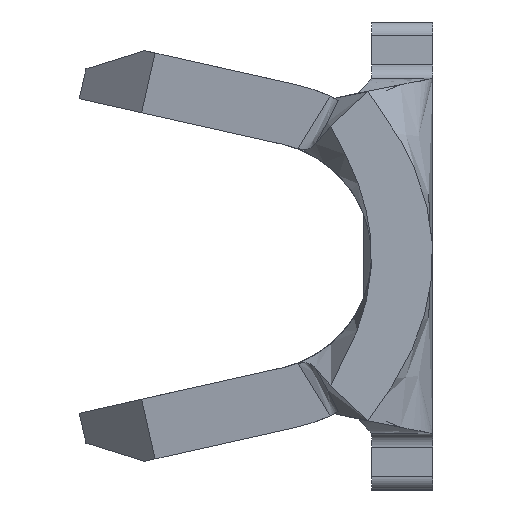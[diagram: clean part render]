
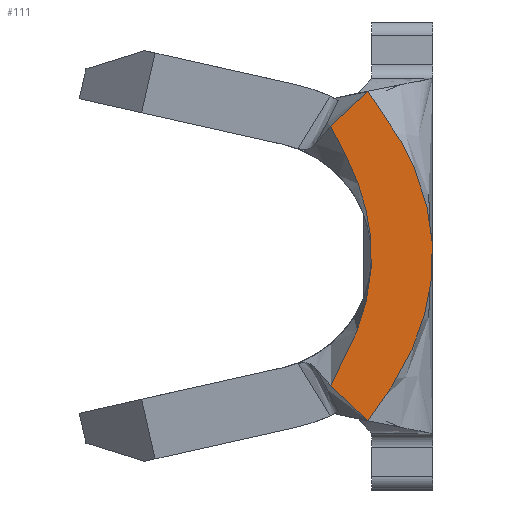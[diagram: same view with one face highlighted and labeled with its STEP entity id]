
A CAD part, left-side view. The second image highlights one B-rep face of the part: STEP entity #111.
In plain terms, the highlighted planar face has unit normal (-1, 0, 0).
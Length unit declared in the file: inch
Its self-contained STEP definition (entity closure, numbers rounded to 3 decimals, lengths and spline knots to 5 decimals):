
#5 = CARTESIAN_POINT ( 'NONE',  ( -0.512, 0.0244, 0.07354 ) ) ;
#25 = CARTESIAN_POINT ( 'NONE',  ( -0.512, 0.02435, -0.07346 ) ) ;
#81 = B_SPLINE_CURVE_WITH_KNOTS ( 'NONE', 3,
 ( #3730, #2696, #5830, #587, #4263, #1128, #4789, #1661, #5323, #2195, #5847, #2714, #6347, #3238 ),
 .UNSPECIFIED., .F., .F.,
 ( 4, 2, 2, 2, 2, 2, 4 ),
 ( 0., 0.00091, 0.00136, 0.00182, 0.00227, 0.00273, 0.00363 ),
 .UNSPECIFIED. ) ;
#111 = ADVANCED_FACE ( 'NONE', ( #6448 ), #6554, .T. ) ;
#178 = CARTESIAN_POINT ( 'NONE',  ( -0.512, 0.185, -0.093 ) ) ;
#509 = CARTESIAN_POINT ( 'NONE',  ( -0.512, 0.03687, 0.08314 ) ) ;
#523 = CARTESIAN_POINT ( 'NONE',  ( -0.512, 0.01581, 0.06053 ) ) ;
#549 = CARTESIAN_POINT ( 'NONE',  ( -0.512, 0.0339, 0.08606 ) ) ;
#587 = CARTESIAN_POINT ( 'NONE',  ( -0.512, 0.03626, -0.02984 ) ) ;
#1082 = CARTESIAN_POINT ( 'NONE',  ( -0.512, 0.00666, 0.03904 ) ) ;
#1121 = ORIENTED_EDGE ( 'NONE', *, *, #5009, .F. ) ;
#1128 = CARTESIAN_POINT ( 'NONE',  ( -0.512, 0.03256, -0.01212 ) ) ;
#1172 = CARTESIAN_POINT ( 'NONE',  ( -0.512, 0.0373, -0.08275 ) ) ;
#1460 = EDGE_CURVE ( 'NONE', #3136, #3525, #5564, .T. ) ;
#1470 = AXIS2_PLACEMENT_3D ( 'NONE', #178, #2231, #2188 ) ;
#1554 = CARTESIAN_POINT ( 'NONE',  ( -0.512, 0.05164, 0.06947 ) ) ;
#1604 = CARTESIAN_POINT ( 'NONE',  ( -0.512, 0.0339, -0.08606 ) ) ;
#1614 = CARTESIAN_POINT ( 'NONE',  ( -0.512, 0.00088, 0.01602 ) ) ;
#1631 = ORIENTED_EDGE ( 'NONE', *, *, #6188, .F. ) ;
#1661 = CARTESIAN_POINT ( 'NONE',  ( -0.512, 0.03199, 0.00579 ) ) ;
#1705 = CARTESIAN_POINT ( 'NONE',  ( -0.512, 0.04073, -0.07947 ) ) ;
#2154 = CARTESIAN_POINT ( 'NONE',  ( -0.512, -0.00002, -0.00754 ) ) ;
#2188 = DIRECTION ( 'NONE',  ( 0., 0., 1. ) ) ;
#2195 = CARTESIAN_POINT ( 'NONE',  ( -0.512, 0.03462, 0.02371 ) ) ;
#2215 = CARTESIAN_POINT ( 'NONE',  ( -0.512, 0.03559, -0.0844 ) ) ;
#2231 = DIRECTION ( 'NONE',  ( -1., 0., 0. ) ) ;
#2238 = CARTESIAN_POINT ( 'NONE',  ( -0.512, 0.0442, -0.07624 ) ) ;
#2463 = B_SPLINE_CURVE_WITH_KNOTS ( 'NONE', 3,
 ( #4066, #1554, #5751, #2619, #6255, #3138, #6769, #3651, #509, #4180 ),
 .UNSPECIFIED., .F., .F.,
 ( 4, 3, 3, 4 ),
 ( 0., 0.00018, 0.00036, 0.00068 ),
 .UNSPECIFIED. ) ;
#2619 = CARTESIAN_POINT ( 'NONE',  ( -0.512, 0.04814, 0.07263 ) ) ;
#2674 = CARTESIAN_POINT ( 'NONE',  ( -0.512, 0.00403, -0.03088 ) ) ;
#2696 = CARTESIAN_POINT ( 'NONE',  ( -0.512, 0.04758, -0.05742 ) ) ;
#2714 = CARTESIAN_POINT ( 'NONE',  ( -0.512, 0.04199, 0.04653 ) ) ;
#2757 = CARTESIAN_POINT ( 'NONE',  ( -0.512, 0.0503, -0.07065 ) ) ;
#3136 = VERTEX_POINT ( 'NONE', #6593 ) ;
#3138 = CARTESIAN_POINT ( 'NONE',  ( -0.512, 0.04466, 0.0758 ) ) ;
#3198 = CARTESIAN_POINT ( 'NONE',  ( -0.512, 0.01566, -0.06034 ) ) ;
#3238 = CARTESIAN_POINT ( 'NONE',  ( -0.512, 0.0534, 0.06792 ) ) ;
#3256 = CARTESIAN_POINT ( 'NONE',  ( -0.512, 0.0339, -0.08606 ) ) ;
#3525 = VERTEX_POINT ( 'NONE', #1604 ) ;
#3651 = CARTESIAN_POINT ( 'NONE',  ( -0.512, 0.03989, 0.08025 ) ) ;
#3709 = CARTESIAN_POINT ( 'NONE',  ( -0.512, 0.0339, -0.08606 ) ) ;
#3730 = CARTESIAN_POINT ( 'NONE',  ( -0.512, 0.0534, -0.06792 ) ) ;
#4066 = CARTESIAN_POINT ( 'NONE',  ( -0.512, 0.0534, 0.06792 ) ) ;
#4099 = EDGE_CURVE ( 'NONE', #5675, #4618, #81, .T. ) ;
#4180 = CARTESIAN_POINT ( 'NONE',  ( -0.512, 0.0339, 0.08606 ) ) ;
#4263 = CARTESIAN_POINT ( 'NONE',  ( -0.512, 0.03468, -0.02399 ) ) ;
#4358 = ORIENTED_EDGE ( 'NONE', *, *, #4099, .F. ) ;
#4618 = VERTEX_POINT ( 'NONE', #5505 ) ;
#4689 = B_SPLINE_CURVE_WITH_KNOTS ( 'NONE', 3,
 ( #3256, #2215, #1172, #4831, #1705, #5369, #2238, #5890, #2757, #6387 ),
 .UNSPECIFIED., .F., .F.,
 ( 4, 3, 3, 4 ),
 ( 0., 0.00018, 0.00036, 0.00068 ),
 .UNSPECIFIED. ) ;
#4749 = CARTESIAN_POINT ( 'NONE',  ( -0.512, 0.00419, 0.03145 ) ) ;
#4789 = CARTESIAN_POINT ( 'NONE',  ( -0.512, 0.03201, -0.00617 ) ) ;
#4831 = CARTESIAN_POINT ( 'NONE',  ( -0.512, 0.03901, -0.08111 ) ) ;
#5009 = EDGE_CURVE ( 'NONE', #3525, #5675, #4689, .T. ) ;
#5040 = CARTESIAN_POINT ( 'NONE',  ( -0.512, 0.0534, -0.06792 ) ) ;
#5275 = CARTESIAN_POINT ( 'NONE',  ( -0.512, 0.00002, 0.00822 ) ) ;
#5323 = CARTESIAN_POINT ( 'NONE',  ( -0.512, 0.03252, 0.01184 ) ) ;
#5369 = CARTESIAN_POINT ( 'NONE',  ( -0.512, 0.04246, -0.07785 ) ) ;
#5505 = CARTESIAN_POINT ( 'NONE',  ( -0.512, 0.0534, 0.06792 ) ) ;
#5526 = EDGE_LOOP ( 'NONE', ( #6308, #1631, #4358, #1121 ) ) ;
#5564 = B_SPLINE_CURVE_WITH_KNOTS ( 'NONE', 3,
 ( #549, #5, #523, #1082, #4749, #1614, #5275, #2154, #5807, #2674, #6305, #3198, #25, #3709 ),
 .UNSPECIFIED., .F., .F.,
 ( 4, 2, 2, 2, 2, 2, 4 ),
 ( 0., 0.00118, 0.00177, 0.00236, 0.00296, 0.00355, 0.00473 ),
 .UNSPECIFIED. ) ;
#5675 = VERTEX_POINT ( 'NONE', #5040 ) ;
#5751 = CARTESIAN_POINT ( 'NONE',  ( -0.512, 0.04988, 0.07104 ) ) ;
#5807 = CARTESIAN_POINT ( 'NONE',  ( -0.512, 0.00081, -0.01551 ) ) ;
#5830 = CARTESIAN_POINT ( 'NONE',  ( -0.512, 0.04211, -0.04678 ) ) ;
#5847 = CARTESIAN_POINT ( 'NONE',  ( -0.512, 0.03616, 0.02951 ) ) ;
#5890 = CARTESIAN_POINT ( 'NONE',  ( -0.512, 0.04724, -0.07343 ) ) ;
#6188 = EDGE_CURVE ( 'NONE', #4618, #3136, #2463, .T. ) ;
#6255 = CARTESIAN_POINT ( 'NONE',  ( -0.512, 0.0464, 0.07421 ) ) ;
#6305 = CARTESIAN_POINT ( 'NONE',  ( -0.512, 0.00642, -0.03839 ) ) ;
#6308 = ORIENTED_EDGE ( 'NONE', *, *, #1460, .F. ) ;
#6347 = CARTESIAN_POINT ( 'NONE',  ( -0.512, 0.04754, 0.05736 ) ) ;
#6387 = CARTESIAN_POINT ( 'NONE',  ( -0.512, 0.0534, -0.06792 ) ) ;
#6448 = FACE_OUTER_BOUND ( 'NONE', #5526, .T. ) ;
#6554 = PLANE ( 'NONE',  #1470 ) ;
#6593 = CARTESIAN_POINT ( 'NONE',  ( -0.512, 0.0339, 0.08606 ) ) ;
#6769 = CARTESIAN_POINT ( 'NONE',  ( -0.512, 0.04294, 0.07741 ) ) ;
